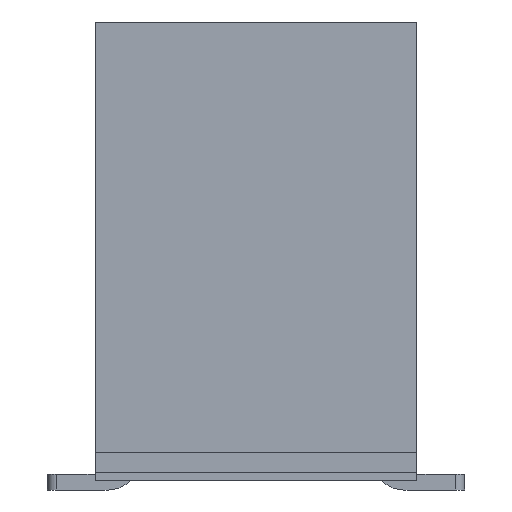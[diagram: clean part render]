
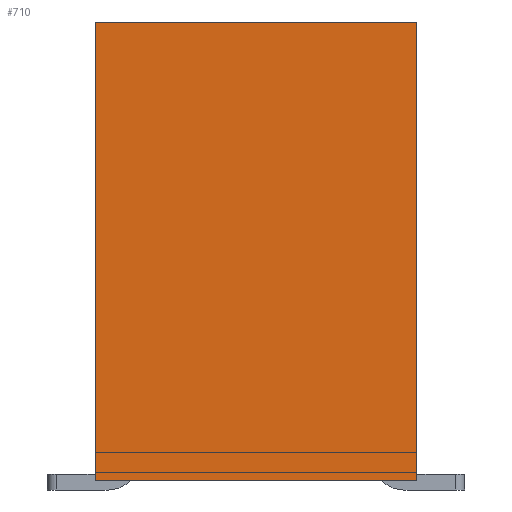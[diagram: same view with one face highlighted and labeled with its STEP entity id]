
A CAD part, left-side view. The second image highlights one B-rep face of the part: STEP entity #710.
In plain terms, the highlighted planar face has unit normal (-1, 0, 0).
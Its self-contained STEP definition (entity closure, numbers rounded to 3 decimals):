
#710=ADVANCED_FACE('',(#3476),#2120,.T.);
#2120=PLANE('',#27317);
#3476=FACE_OUTER_BOUND('',#4992,.T.);
#4992=EDGE_LOOP('',(#7336,#7337,#7338,#7339));
#7336=ORIENTED_EDGE('',*,*,#17447,.T.);
#7337=ORIENTED_EDGE('',*,*,#17353,.T.);
#7338=ORIENTED_EDGE('',*,*,#17493,.F.);
#7339=ORIENTED_EDGE('',*,*,#17494,.T.);
#14859=VERTEX_POINT('',#37732);
#14861=VERTEX_POINT('',#37736);
#14938=VERTEX_POINT('',#37909);
#14974=VERTEX_POINT('',#37992);
#17353=EDGE_CURVE('',#14859,#14861,#21199,.T.);
#17447=EDGE_CURVE('',#14938,#14859,#21293,.T.);
#17493=EDGE_CURVE('',#14974,#14861,#21339,.T.);
#17494=EDGE_CURVE('',#14974,#14938,#21340,.T.);
#21199=LINE('',#37737,#24613);
#21293=LINE('',#37908,#24707);
#21339=LINE('',#37991,#24753);
#21340=LINE('',#37993,#24754);
#24613=VECTOR('',#29924,1.);
#24707=VECTOR('',#30020,1.);
#24753=VECTOR('',#30068,1.);
#24754=VECTOR('',#30069,1.);
#27317=AXIS2_PLACEMENT_3D('',#37994,#30070,#30071);
#29924=DIRECTION('',(0.,1.,0.));
#30020=DIRECTION('',(0.,0.,1.));
#30068=DIRECTION('',(0.,0.,1.));
#30069=DIRECTION('',(0.,-1.,0.));
#30070=DIRECTION('',(-1.,0.,0.));
#30071=DIRECTION('',(0.,0.,1.));
#37732=CARTESIAN_POINT('',(0.,0.,6.8));
#37736=CARTESIAN_POINT('',(0.,5.08,6.8));
#37737=CARTESIAN_POINT('',(0.,2.54,6.8));
#37908=CARTESIAN_POINT('',(0.,0.,0.));
#37909=CARTESIAN_POINT('',(0.,0.,-0.45));
#37991=CARTESIAN_POINT('',(0.,5.08,0.));
#37992=CARTESIAN_POINT('',(0.,5.08,-0.45));
#37993=CARTESIAN_POINT('',(0.,5.08,-0.45));
#37994=CARTESIAN_POINT('',(0.,2.54,0.));
